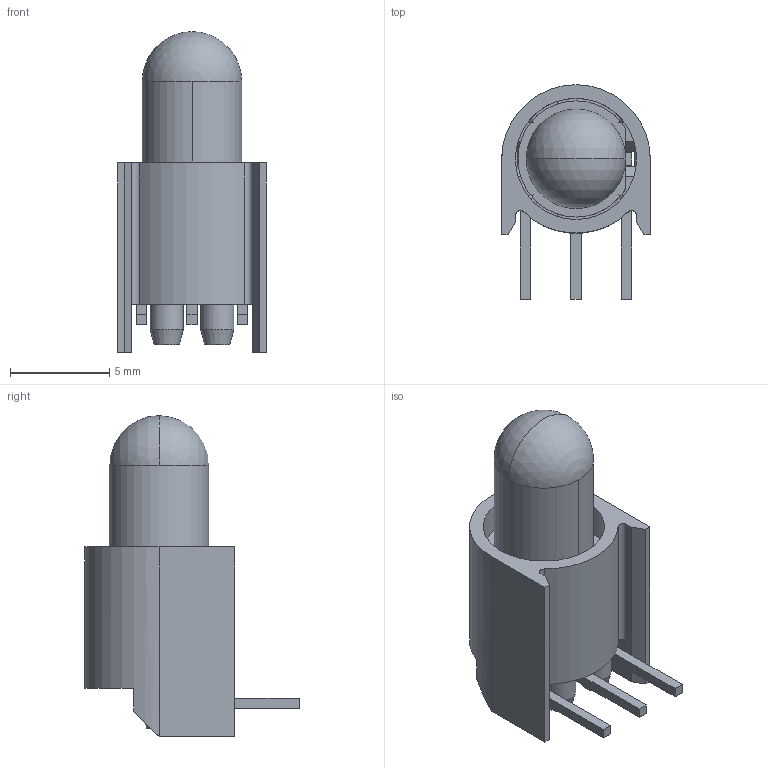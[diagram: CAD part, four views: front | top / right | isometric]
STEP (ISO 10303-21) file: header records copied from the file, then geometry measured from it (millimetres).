
FILE_DESCRIPTION (( 'STEP AP214' ), '1' );
FILE_NAME ('5305_Series.STEP', '2018-10-04T21:40:02', ( 'user' ), ( 'Microsoft' ), 'SwSTEP 2.0', 'SolidWorks 2018', '' );
FILE_SCHEMA (( 'AUTOMOTIVE_DESIGN' ));
Length unit declared in the file: foot
Products named in the file (3): (5MM LED TRI-LEAD) _90angle; F24965BKRY_5305 housing; 5305_Series
Assembly tree (2 placements, depth 2):
  5305_Series
    F24965BKRY_5305 housing
    (5MM LED TRI-LEAD) _90angle
Bounding box: 7.47 x 10.78 x 16.13 mm (x, y, z)
Volume: 375.9 mm3; surface area: 775.3 mm2
Topology: 5 solids, 5 shells, 134 faces, 343 edges, 220 vertices
Faces by surface type: plane 92, cylinder 28, cone 12, sphere 2
Entity records: 4581 total; most frequent: CARTESIAN_POINT 754, DIRECTION 686, ORIENTED_EDGE 682, EDGE_CURVE 341, LINE 238, VECTOR 238, AXIS2_PLACEMENT_3D 224, VERTEX_POINT 220
